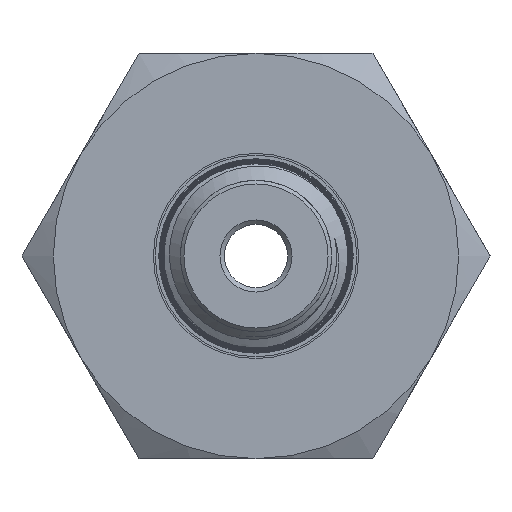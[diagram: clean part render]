
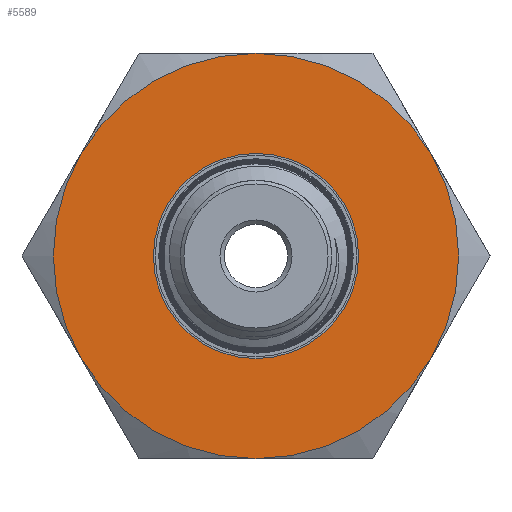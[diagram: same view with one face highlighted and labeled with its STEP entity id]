
A CAD part, left-side view. The second image highlights one B-rep face of the part: STEP entity #5589.
In plain terms, the highlighted planar face has unit normal (-1, 0, 0).
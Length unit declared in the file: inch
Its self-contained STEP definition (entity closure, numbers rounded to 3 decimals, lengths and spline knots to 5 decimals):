
#755 = VERTEX_POINT ( 'NONE', #10761 ) ;
#851 = FACE_OUTER_BOUND ( 'NONE', #7799, .T. ) ;
#1657 = EDGE_CURVE ( 'NONE', #10594, #4471, #9236, .T. ) ;
#1668 = CARTESIAN_POINT ( 'NONE',  ( -0.9445, 0., 0.5625 ) ) ;
#2455 = DIRECTION ( 'NONE',  ( 1., 0., 0. ) ) ;
#2518 = CARTESIAN_POINT ( 'NONE',  ( -0.9445, 0.48714, -0.28125 ) ) ;
#2742 = CARTESIAN_POINT ( 'NONE',  ( -0.9445, 0., 0. ) ) ;
#2845 = ORIENTED_EDGE ( 'NONE', *, *, #8498, .F. ) ;
#2895 = ORIENTED_EDGE ( 'NONE', *, *, #12154, .F. ) ;
#2899 = DIRECTION ( 'NONE',  ( 0., 0., -1. ) ) ;
#4134 = DIRECTION ( 'NONE',  ( 1., 0., 0. ) ) ;
#4273 = EDGE_CURVE ( 'NONE', #755, #10594, #13287, .T. ) ;
#4471 = VERTEX_POINT ( 'NONE', #15817 ) ;
#4595 = ORIENTED_EDGE ( 'NONE', *, *, #6101, .T. ) ;
#4846 = ORIENTED_EDGE ( 'NONE', *, *, #13820, .F. ) ;
#4945 = VERTEX_POINT ( 'NONE', #1668 ) ;
#4954 = CARTESIAN_POINT ( 'NONE',  ( -0.9445, 0., 0. ) ) ;
#5286 = AXIS2_PLACEMENT_3D ( 'NONE', #12234, #12127, #16116 ) ;
#5467 = EDGE_CURVE ( 'NONE', #4945, #10319, #11456, .T. ) ;
#5579 = ORIENTED_EDGE ( 'NONE', *, *, #5467, .F. ) ;
#5589 = ADVANCED_FACE ( 'NONE', ( #12257, #851 ), #10777, .T. ) ;
#6101 = EDGE_CURVE ( 'NONE', #16024, #16024, #14491, .T. ) ;
#6127 = CARTESIAN_POINT ( 'NONE',  ( -0.9445, -0.48714, 0.28125 ) ) ;
#6246 = DIRECTION ( 'NONE',  ( 1., 0., 0. ) ) ;
#6682 = AXIS2_PLACEMENT_3D ( 'NONE', #7534, #12802, #11442 ) ;
#6789 = AXIS2_PLACEMENT_3D ( 'NONE', #4954, #2455, #14062 ) ;
#6866 = DIRECTION ( 'NONE',  ( 0., 0., 1. ) ) ;
#7140 = CARTESIAN_POINT ( 'NONE',  ( -0.9445, 0., 0. ) ) ;
#7534 = CARTESIAN_POINT ( 'NONE',  ( -0.9445, 0., 0. ) ) ;
#7559 = AXIS2_PLACEMENT_3D ( 'NONE', #7140, #9788, #8190 ) ;
#7799 = EDGE_LOOP ( 'NONE', ( #14067, #2845, #2895, #5579, #4846, #14402 ) ) ;
#8018 = CARTESIAN_POINT ( 'NONE',  ( -0.9445, 0.5625, 0. ) ) ;
#8190 = DIRECTION ( 'NONE',  ( 0., 0., -1. ) ) ;
#8498 = EDGE_CURVE ( 'NONE', #16059, #755, #12860, .T. ) ;
#8996 = DIRECTION ( 'NONE',  ( 0., 0., -1. ) ) ;
#9236 = CIRCLE ( 'NONE', #6789, 0.5625 ) ;
#9788 = DIRECTION ( 'NONE',  ( 1., 0., 0. ) ) ;
#10249 = AXIS2_PLACEMENT_3D ( 'NONE', #2742, #13493, #16080 ) ;
#10319 = VERTEX_POINT ( 'NONE', #6127 ) ;
#10594 = VERTEX_POINT ( 'NONE', #2518 ) ;
#10671 = AXIS2_PLACEMENT_3D ( 'NONE', #11637, #6246, #8996 ) ;
#10761 = CARTESIAN_POINT ( 'NONE',  ( -0.9445, 0., -0.5625 ) ) ;
#10777 = PLANE ( 'NONE',  #10860 ) ;
#10860 = AXIS2_PLACEMENT_3D ( 'NONE', #8018, #14695, #6866 ) ;
#11442 = DIRECTION ( 'NONE',  ( 0., 0., -1. ) ) ;
#11456 = CIRCLE ( 'NONE', #7559, 0.5625 ) ;
#11637 = CARTESIAN_POINT ( 'NONE',  ( -0.9445, 0., 0. ) ) ;
#11923 = CIRCLE ( 'NONE', #13899, 0.5625 ) ;
#12127 = DIRECTION ( 'NONE',  ( 1., 0., 0. ) ) ;
#12154 = EDGE_CURVE ( 'NONE', #10319, #16059, #11923, .T. ) ;
#12234 = CARTESIAN_POINT ( 'NONE',  ( -0.9445, 0., 0. ) ) ;
#12257 = FACE_BOUND ( 'NONE', #16840, .T. ) ;
#12802 = DIRECTION ( 'NONE',  ( 1., 0., 0. ) ) ;
#12860 = CIRCLE ( 'NONE', #10671, 0.5625 ) ;
#13287 = CIRCLE ( 'NONE', #6682, 0.5625 ) ;
#13395 = CIRCLE ( 'NONE', #10249, 0.5625 ) ;
#13493 = DIRECTION ( 'NONE',  ( 1., 0., 0. ) ) ;
#13820 = EDGE_CURVE ( 'NONE', #4471, #4945, #13395, .T. ) ;
#13899 = AXIS2_PLACEMENT_3D ( 'NONE', #14620, #4134, #2899 ) ;
#14062 = DIRECTION ( 'NONE',  ( 0., 0., -1. ) ) ;
#14067 = ORIENTED_EDGE ( 'NONE', *, *, #4273, .F. ) ;
#14402 = ORIENTED_EDGE ( 'NONE', *, *, #1657, .F. ) ;
#14491 = CIRCLE ( 'NONE', #5286, 0.28475 ) ;
#14620 = CARTESIAN_POINT ( 'NONE',  ( -0.9445, 0., 0. ) ) ;
#14695 = DIRECTION ( 'NONE',  ( -1., 0., 0. ) ) ;
#14975 = CARTESIAN_POINT ( 'NONE',  ( -0.9445, -0.48714, -0.28125 ) ) ;
#15741 = CARTESIAN_POINT ( 'NONE',  ( -0.9445, 0., -0.28475 ) ) ;
#15817 = CARTESIAN_POINT ( 'NONE',  ( -0.9445, 0.48714, 0.28125 ) ) ;
#16024 = VERTEX_POINT ( 'NONE', #15741 ) ;
#16059 = VERTEX_POINT ( 'NONE', #14975 ) ;
#16080 = DIRECTION ( 'NONE',  ( 0., 0., -1. ) ) ;
#16116 = DIRECTION ( 'NONE',  ( 0., 0., -1. ) ) ;
#16840 = EDGE_LOOP ( 'NONE', ( #4595 ) ) ;
